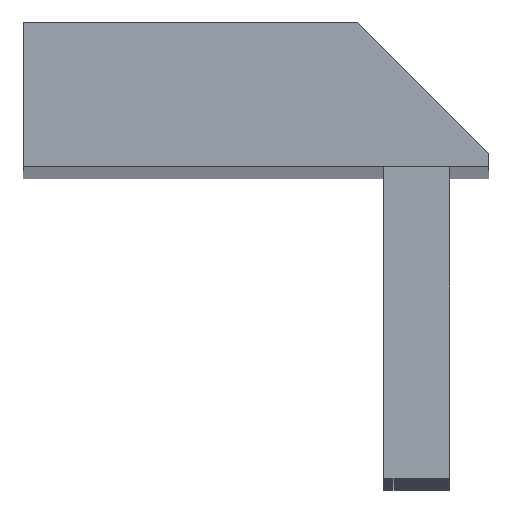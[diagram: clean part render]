
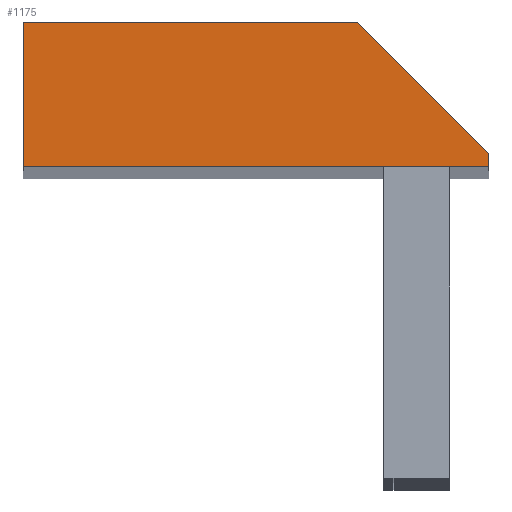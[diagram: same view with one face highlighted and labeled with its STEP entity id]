
A CAD part, top view. The second image highlights one B-rep face of the part: STEP entity #1175.
In plain terms, the highlighted planar face has unit normal (0, 0, 1).
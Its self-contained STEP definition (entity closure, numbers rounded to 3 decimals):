
#52 = CARTESIAN_POINT ( 'NONE',  ( -7.1, 2.2, 110. ) ) ;
#345 = DIRECTION ( 'NONE',  ( 1., 0., 0. ) ) ;
#346 = DIRECTION ( 'NONE',  ( 0., 0., 1. ) ) ;
#351 = CARTESIAN_POINT ( 'NONE',  ( 0., 0., 110. ) ) ;
#356 = PLANE ( 'NONE',  #1831 ) ;
#362 = CARTESIAN_POINT ( 'NONE',  ( 7.1, -2.2, 110. ) ) ;
#373 = VERTEX_POINT ( 'NONE', #1245 ) ;
#388 = ORIENTED_EDGE ( 'NONE', *, *, #637, .T. ) ;
#501 = ORIENTED_EDGE ( 'NONE', *, *, #849, .T. ) ;
#560 = DIRECTION ( 'NONE',  ( -0.707, 0.707, 0. ) ) ;
#568 = DIRECTION ( 'NONE',  ( 0., -1., 0. ) ) ;
#572 = EDGE_LOOP ( 'NONE', ( #388, #668, #1559, #501, #817 ) ) ;
#574 = CARTESIAN_POINT ( 'NONE',  ( -7.1, 2.2, 110. ) ) ;
#577 = CARTESIAN_POINT ( 'NONE',  ( 2.65, 2.65, 110. ) ) ;
#628 = VERTEX_POINT ( 'NONE', #814 ) ;
#637 = EDGE_CURVE ( 'NONE', #1166, #628, #1495, .T. ) ;
#663 = EDGE_CURVE ( 'NONE', #373, #1562, #1489, .T. ) ;
#668 = ORIENTED_EDGE ( 'NONE', *, *, #866, .T. ) ;
#732 = DIRECTION ( 'NONE',  ( -1., 0., 0. ) ) ;
#753 = CARTESIAN_POINT ( 'NONE',  ( -7.1, 2.2, 110. ) ) ;
#773 = CARTESIAN_POINT ( 'NONE',  ( 7.1, 2.2, 110. ) ) ;
#796 = DIRECTION ( 'NONE',  ( 0., 1., 0. ) ) ;
#814 = CARTESIAN_POINT ( 'NONE',  ( 7.1, -1.8, 110. ) ) ;
#817 = ORIENTED_EDGE ( 'NONE', *, *, #1891, .T. ) ;
#849 = EDGE_CURVE ( 'NONE', #1562, #1785, #1430, .T. ) ;
#866 = EDGE_CURVE ( 'NONE', #628, #373, #1395, .T. ) ;
#1010 = VECTOR ( 'NONE', #1862, 1000. ) ;
#1017 = LINE ( 'NONE', #1874, #1010 ) ;
#1166 = VERTEX_POINT ( 'NONE', #362 ) ;
#1175 = ADVANCED_FACE ( 'NONE', ( #1308 ), #356, .T. ) ;
#1245 = CARTESIAN_POINT ( 'NONE',  ( 3.1, 2.2, 110. ) ) ;
#1308 = FACE_OUTER_BOUND ( 'NONE', #572, .T. ) ;
#1391 = CARTESIAN_POINT ( 'NONE',  ( -7.1, -2.2, 110. ) ) ;
#1394 = VECTOR ( 'NONE', #560, 1000. ) ;
#1395 = LINE ( 'NONE', #577, #1394 ) ;
#1398 = VECTOR ( 'NONE', #568, 1000. ) ;
#1430 = LINE ( 'NONE', #574, #1398 ) ;
#1483 = VECTOR ( 'NONE', #732, 1000. ) ;
#1489 = LINE ( 'NONE', #753, #1483 ) ;
#1490 = VECTOR ( 'NONE', #796, 1000. ) ;
#1495 = LINE ( 'NONE', #773, #1490 ) ;
#1559 = ORIENTED_EDGE ( 'NONE', *, *, #663, .T. ) ;
#1562 = VERTEX_POINT ( 'NONE', #52 ) ;
#1785 = VERTEX_POINT ( 'NONE', #1391 ) ;
#1831 = AXIS2_PLACEMENT_3D ( 'NONE', #351, #346, #345 ) ;
#1862 = DIRECTION ( 'NONE',  ( 1., 0., 0. ) ) ;
#1874 = CARTESIAN_POINT ( 'NONE',  ( -7.1, -2.2, 110. ) ) ;
#1891 = EDGE_CURVE ( 'NONE', #1785, #1166, #1017, .T. ) ;
